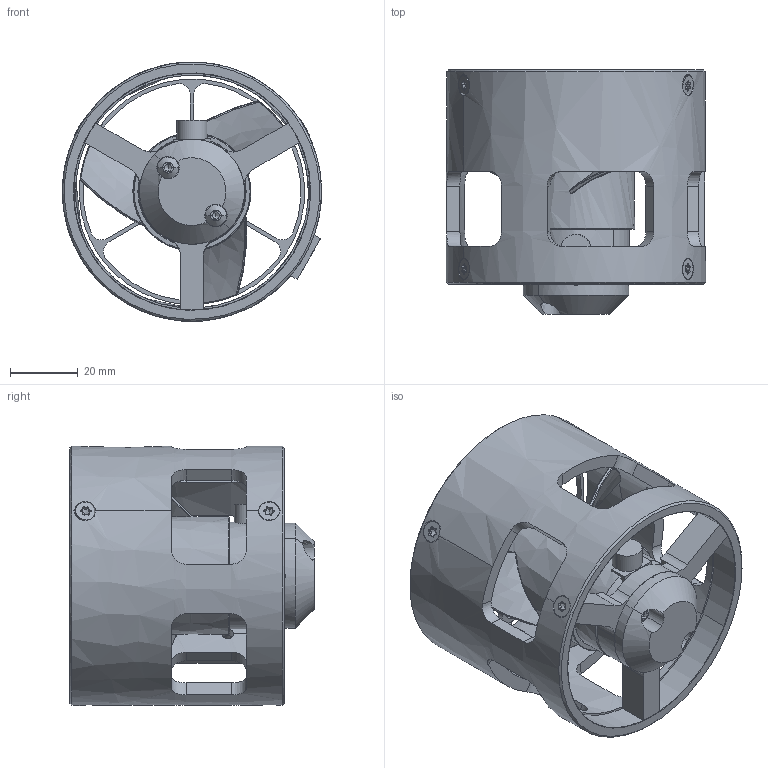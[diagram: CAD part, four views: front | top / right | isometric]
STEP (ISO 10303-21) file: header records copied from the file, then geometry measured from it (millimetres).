
FILE_DESCRIPTION(('FreeCAD Model'),'2;1');
FILE_NAME('Open CASCADE Shape Model','2025-05-03T08:58:43',('FreeCAD'),( 'FreeCAD'),'Open CASCADE STEP processor 7.6','FreeCAD','Unknown');
FILE_SCHEMA(('AUTOMOTIVE_DESIGN { 1 0 10303 214 1 1 1 1 }'));
Products named in the file (1): Open CASCADE STEP translator 7.6 1
Bounding box: 76.69 x 72.27 x 76.92 mm (x, y, z)
Volume: 100460.2 mm3; surface area: 57918.6 mm2
Topology: 19 solids, 19 shells, 736 faces, 1906 edges, 1200 vertices
Faces by surface type: bspline 736
Entity records: 42582 total; most frequent: CARTESIAN_POINT 31798, ORIENTED_EDGE 3760, EDGE_CURVE 1880, B_SPLINE_CURVE_WITH_KNOTS 1211, VERTEX_POINT 1200, FACE_BOUND 830, EDGE_LOOP 830, ADVANCED_FACE 736
